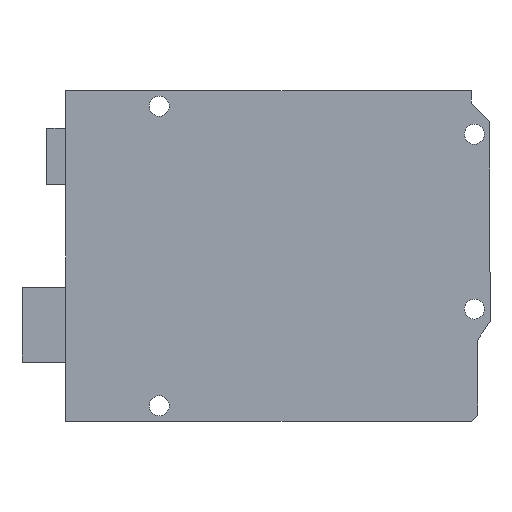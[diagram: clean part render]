
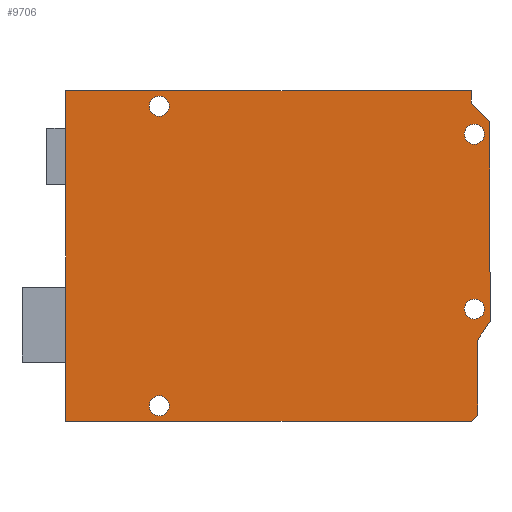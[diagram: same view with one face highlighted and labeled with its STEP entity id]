
A CAD part, front view. The second image highlights one B-rep face of the part: STEP entity #9706.
In plain terms, the highlighted planar face has unit normal (0, -1, 0).
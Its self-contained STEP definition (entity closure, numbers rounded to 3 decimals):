
#39 = CARTESIAN_POINT ( 'NONE',  ( 68., 0., -37. ) ) ;
#59 = EDGE_CURVE ( 'NONE', #10061, #1152, #5010, .T. ) ;
#101 = VECTOR ( 'NONE', #4356, 1000. ) ;
#137 = VECTOR ( 'NONE', #2088, 1000. ) ;
#252 = CARTESIAN_POINT ( 'NONE',  ( 66., 0., -52. ) ) ;
#255 = DIRECTION ( 'NONE',  ( -0.707, 0., -0.707 ) ) ;
#266 = DIRECTION ( 'NONE',  ( 0.707, 0., -0.707 ) ) ;
#282 = CARTESIAN_POINT ( 'NONE',  ( 15., 0., -0.9 ) ) ;
#580 = FACE_BOUND ( 'NONE', #9020, .T. ) ;
#591 = CIRCLE ( 'NONE', #8932, 1.6 ) ;
#646 = AXIS2_PLACEMENT_3D ( 'NONE', #10063, #5693, #9424 ) ;
#707 = AXIS2_PLACEMENT_3D ( 'NONE', #5959, #9693, #8522 ) ;
#765 = EDGE_CURVE ( 'NONE', #2859, #7145, #6485, .T. ) ;
#798 = DIRECTION ( 'NONE',  ( 0., 1., 0. ) ) ;
#951 = CARTESIAN_POINT ( 'NONE',  ( 0., 0., 0. ) ) ;
#1062 = CIRCLE ( 'NONE', #5599, 1.6 ) ;
#1152 = VERTEX_POINT ( 'NONE', #9270 ) ;
#1341 = VERTEX_POINT ( 'NONE', #8821 ) ;
#1457 = CARTESIAN_POINT ( 'NONE',  ( 15., 0., -48.9 ) ) ;
#1547 = VECTOR ( 'NONE', #10036, 1000. ) ;
#1559 = DIRECTION ( 'NONE',  ( 0., 1., 0. ) ) ;
#1649 = DIRECTION ( 'NONE',  ( 0., 0., -1. ) ) ;
#1734 = CARTESIAN_POINT ( 'NONE',  ( 68., 0., -37. ) ) ;
#1752 = DIRECTION ( 'NONE',  ( 0., 0., 1. ) ) ;
#1774 = AXIS2_PLACEMENT_3D ( 'NONE', #7335, #1559, #9251 ) ;
#1798 = LINE ( 'NONE', #6524, #1547 ) ;
#2008 = CARTESIAN_POINT ( 'NONE',  ( 65., 0., -2. ) ) ;
#2028 = ORIENTED_EDGE ( 'NONE', *, *, #4932, .T. ) ;
#2088 = DIRECTION ( 'NONE',  ( 1., 0., 0. ) ) ;
#2218 = LINE ( 'NONE', #9610, #101 ) ;
#2344 = EDGE_CURVE ( 'NONE', #7181, #10061, #2218, .T. ) ;
#2359 = EDGE_CURVE ( 'NONE', #3063, #3570, #4590, .T. ) ;
#2414 = VERTEX_POINT ( 'NONE', #282 ) ;
#2455 = FACE_BOUND ( 'NONE', #5468, .T. ) ;
#2531 = VERTEX_POINT ( 'NONE', #4148 ) ;
#2655 = EDGE_CURVE ( 'NONE', #8022, #6406, #591, .T. ) ;
#2732 = ORIENTED_EDGE ( 'NONE', *, *, #4612, .F. ) ;
#2859 = VERTEX_POINT ( 'NONE', #4203 ) ;
#2886 = VECTOR ( 'NONE', #5157, 1000. ) ;
#2934 = CARTESIAN_POINT ( 'NONE',  ( 15., 0., -50.5 ) ) ;
#2961 = EDGE_LOOP ( 'NONE', ( #5003, #5669 ) ) ;
#3063 = VERTEX_POINT ( 'NONE', #1457 ) ;
#3570 = VERTEX_POINT ( 'NONE', #8651 ) ;
#3656 = VERTEX_POINT ( 'NONE', #2008 ) ;
#3670 = CARTESIAN_POINT ( 'NONE',  ( 68., 0., -5. ) ) ;
#3675 = DIRECTION ( 'NONE',  ( 0., 0., 1. ) ) ;
#3688 = LINE ( 'NONE', #6728, #7639 ) ;
#3756 = CARTESIAN_POINT ( 'NONE',  ( 65., 0., 0. ) ) ;
#3807 = ORIENTED_EDGE ( 'NONE', *, *, #59, .F. ) ;
#3812 = DIRECTION ( 'NONE',  ( 0., 1., 0. ) ) ;
#3911 = VECTOR ( 'NONE', #1649, 1000. ) ;
#4075 = DIRECTION ( 'NONE',  ( 0., 0., 1. ) ) ;
#4148 = CARTESIAN_POINT ( 'NONE',  ( 0., 0., -53. ) ) ;
#4203 = CARTESIAN_POINT ( 'NONE',  ( 0., 0., 0. ) ) ;
#4356 = DIRECTION ( 'NONE',  ( -0.555, 0., -0.832 ) ) ;
#4502 = DIRECTION ( 'NONE',  ( 0., 0., 1. ) ) ;
#4571 = FACE_BOUND ( 'NONE', #2961, .T. ) ;
#4576 = DIRECTION ( 'NONE',  ( 0., -1., 0. ) ) ;
#4590 = CIRCLE ( 'NONE', #646, 1.6 ) ;
#4612 = EDGE_CURVE ( 'NONE', #8577, #7181, #6009, .T. ) ;
#4613 = AXIS2_PLACEMENT_3D ( 'NONE', #5242, #4576, #6740 ) ;
#4635 = EDGE_CURVE ( 'NONE', #2531, #2859, #7853, .T. ) ;
#4932 = EDGE_CURVE ( 'NONE', #2414, #1341, #1062, .T. ) ;
#5003 = ORIENTED_EDGE ( 'NONE', *, *, #9666, .T. ) ;
#5010 = LINE ( 'NONE', #252, #2886 ) ;
#5044 = EDGE_CURVE ( 'NONE', #1341, #2414, #9607, .T. ) ;
#5073 = VECTOR ( 'NONE', #7355, 1000. ) ;
#5139 = EDGE_CURVE ( 'NONE', #7431, #9455, #7252, .T. ) ;
#5157 = DIRECTION ( 'NONE',  ( 0., 0., -1. ) ) ;
#5230 = VECTOR ( 'NONE', #255, 1000. ) ;
#5242 = CARTESIAN_POINT ( 'NONE',  ( 0., 0., 0. ) ) ;
#5282 = EDGE_CURVE ( 'NONE', #6829, #2531, #1798, .T. ) ;
#5468 = EDGE_LOOP ( 'NONE', ( #8881, #7587 ) ) ;
#5599 = AXIS2_PLACEMENT_3D ( 'NONE', #6305, #3812, #3675 ) ;
#5669 = ORIENTED_EDGE ( 'NONE', *, *, #2359, .T. ) ;
#5693 = DIRECTION ( 'NONE',  ( 0., 1., 0. ) ) ;
#5959 = CARTESIAN_POINT ( 'NONE',  ( 15., 0., -2.5 ) ) ;
#6009 = LINE ( 'NONE', #39, #3911 ) ;
#6108 = CARTESIAN_POINT ( 'NONE',  ( 65.5, 0., -33.4 ) ) ;
#6305 = CARTESIAN_POINT ( 'NONE',  ( 15., 0., -2.5 ) ) ;
#6343 = CIRCLE ( 'NONE', #8805, 1.6 ) ;
#6358 = DIRECTION ( 'NONE',  ( 0., 1., 0. ) ) ;
#6406 = VERTEX_POINT ( 'NONE', #8823 ) ;
#6485 = LINE ( 'NONE', #3756, #137 ) ;
#6524 = CARTESIAN_POINT ( 'NONE',  ( 0., 0., -53. ) ) ;
#6526 = EDGE_CURVE ( 'NONE', #1152, #6829, #7093, .T. ) ;
#6665 = EDGE_CURVE ( 'NONE', #6406, #8022, #7943, .T. ) ;
#6671 = FACE_BOUND ( 'NONE', #9050, .T. ) ;
#6705 = CARTESIAN_POINT ( 'NONE',  ( 65.5, 0., -5.4 ) ) ;
#6709 = DIRECTION ( 'NONE',  ( 0., 1., 0. ) ) ;
#6728 = CARTESIAN_POINT ( 'NONE',  ( 68., 0., -5. ) ) ;
#6740 = DIRECTION ( 'NONE',  ( 0., 0., -1. ) ) ;
#6800 = CARTESIAN_POINT ( 'NONE',  ( 65., 0., 0. ) ) ;
#6829 = VERTEX_POINT ( 'NONE', #8992 ) ;
#6908 = FACE_OUTER_BOUND ( 'NONE', #8570, .T. ) ;
#7093 = LINE ( 'NONE', #7373, #5230 ) ;
#7145 = VERTEX_POINT ( 'NONE', #6800 ) ;
#7169 = CIRCLE ( 'NONE', #9024, 1.6 ) ;
#7181 = VERTEX_POINT ( 'NONE', #1734 ) ;
#7252 = CIRCLE ( 'NONE', #1774, 1.6 ) ;
#7335 = CARTESIAN_POINT ( 'NONE',  ( 65.5, 0., -35. ) ) ;
#7355 = DIRECTION ( 'NONE',  ( 0., 0., -1. ) ) ;
#7373 = CARTESIAN_POINT ( 'NONE',  ( 65., 0., -53. ) ) ;
#7431 = VERTEX_POINT ( 'NONE', #6108 ) ;
#7493 = ORIENTED_EDGE ( 'NONE', *, *, #5282, .F. ) ;
#7533 = ORIENTED_EDGE ( 'NONE', *, *, #5044, .T. ) ;
#7554 = CARTESIAN_POINT ( 'NONE',  ( 65.5, 0., -36.6 ) ) ;
#7587 = ORIENTED_EDGE ( 'NONE', *, *, #5139, .T. ) ;
#7639 = VECTOR ( 'NONE', #266, 1000. ) ;
#7685 = EDGE_CURVE ( 'NONE', #9455, #7431, #6343, .T. ) ;
#7853 = LINE ( 'NONE', #951, #9721 ) ;
#7943 = CIRCLE ( 'NONE', #8875, 1.6 ) ;
#8022 = VERTEX_POINT ( 'NONE', #6705 ) ;
#8045 = ORIENTED_EDGE ( 'NONE', *, *, #4635, .F. ) ;
#8064 = CARTESIAN_POINT ( 'NONE',  ( 66., 0., -40. ) ) ;
#8087 = ORIENTED_EDGE ( 'NONE', *, *, #765, .F. ) ;
#8178 = CARTESIAN_POINT ( 'NONE',  ( 65., 0., -2. ) ) ;
#8378 = CARTESIAN_POINT ( 'NONE',  ( 65.5, 0., -7. ) ) ;
#8522 = DIRECTION ( 'NONE',  ( 0., 0., 1. ) ) ;
#8570 = EDGE_LOOP ( 'NONE', ( #8087, #8045, #7493, #9857, #3807, #9352, #2732, #9074, #8733 ) ) ;
#8577 = VERTEX_POINT ( 'NONE', #3670 ) ;
#8651 = CARTESIAN_POINT ( 'NONE',  ( 15., 0., -52.1 ) ) ;
#8733 = ORIENTED_EDGE ( 'NONE', *, *, #9294, .F. ) ;
#8805 = AXIS2_PLACEMENT_3D ( 'NONE', #10253, #6358, #10052 ) ;
#8821 = CARTESIAN_POINT ( 'NONE',  ( 15., 0., -4.1 ) ) ;
#8823 = CARTESIAN_POINT ( 'NONE',  ( 65.5, 0., -8.6 ) ) ;
#8844 = DIRECTION ( 'NONE',  ( 0., 0., 1. ) ) ;
#8875 = AXIS2_PLACEMENT_3D ( 'NONE', #9916, #798, #4075 ) ;
#8881 = ORIENTED_EDGE ( 'NONE', *, *, #7685, .T. ) ;
#8932 = AXIS2_PLACEMENT_3D ( 'NONE', #8378, #6709, #8844 ) ;
#8955 = EDGE_CURVE ( 'NONE', #3656, #8577, #3688, .T. ) ;
#8992 = CARTESIAN_POINT ( 'NONE',  ( 65., 0., -53. ) ) ;
#9020 = EDGE_LOOP ( 'NONE', ( #7533, #2028 ) ) ;
#9024 = AXIS2_PLACEMENT_3D ( 'NONE', #2934, #9433, #1752 ) ;
#9050 = EDGE_LOOP ( 'NONE', ( #9702, #9426 ) ) ;
#9074 = ORIENTED_EDGE ( 'NONE', *, *, #8955, .F. ) ;
#9251 = DIRECTION ( 'NONE',  ( 0., 0., 1. ) ) ;
#9258 = LINE ( 'NONE', #8178, #5073 ) ;
#9270 = CARTESIAN_POINT ( 'NONE',  ( 66., 0., -52. ) ) ;
#9294 = EDGE_CURVE ( 'NONE', #7145, #3656, #9258, .T. ) ;
#9352 = ORIENTED_EDGE ( 'NONE', *, *, #2344, .F. ) ;
#9424 = DIRECTION ( 'NONE',  ( 0., 0., 1. ) ) ;
#9426 = ORIENTED_EDGE ( 'NONE', *, *, #2655, .T. ) ;
#9433 = DIRECTION ( 'NONE',  ( 0., 1., 0. ) ) ;
#9455 = VERTEX_POINT ( 'NONE', #7554 ) ;
#9607 = CIRCLE ( 'NONE', #707, 1.6 ) ;
#9610 = CARTESIAN_POINT ( 'NONE',  ( 66., 0., -40. ) ) ;
#9666 = EDGE_CURVE ( 'NONE', #3570, #3063, #7169, .T. ) ;
#9693 = DIRECTION ( 'NONE',  ( 0., 1., 0. ) ) ;
#9702 = ORIENTED_EDGE ( 'NONE', *, *, #6665, .T. ) ;
#9706 = ADVANCED_FACE ( 'NONE', ( #6671, #580, #6908, #4571, #2455 ), #9751, .T. ) ;
#9721 = VECTOR ( 'NONE', #4502, 1000. ) ;
#9751 = PLANE ( 'NONE',  #4613 ) ;
#9857 = ORIENTED_EDGE ( 'NONE', *, *, #6526, .F. ) ;
#9916 = CARTESIAN_POINT ( 'NONE',  ( 65.5, 0., -7. ) ) ;
#10036 = DIRECTION ( 'NONE',  ( -1., 0., 0. ) ) ;
#10052 = DIRECTION ( 'NONE',  ( 0., 0., 1. ) ) ;
#10061 = VERTEX_POINT ( 'NONE', #8064 ) ;
#10063 = CARTESIAN_POINT ( 'NONE',  ( 15., 0., -50.5 ) ) ;
#10253 = CARTESIAN_POINT ( 'NONE',  ( 65.5, 0., -35. ) ) ;
